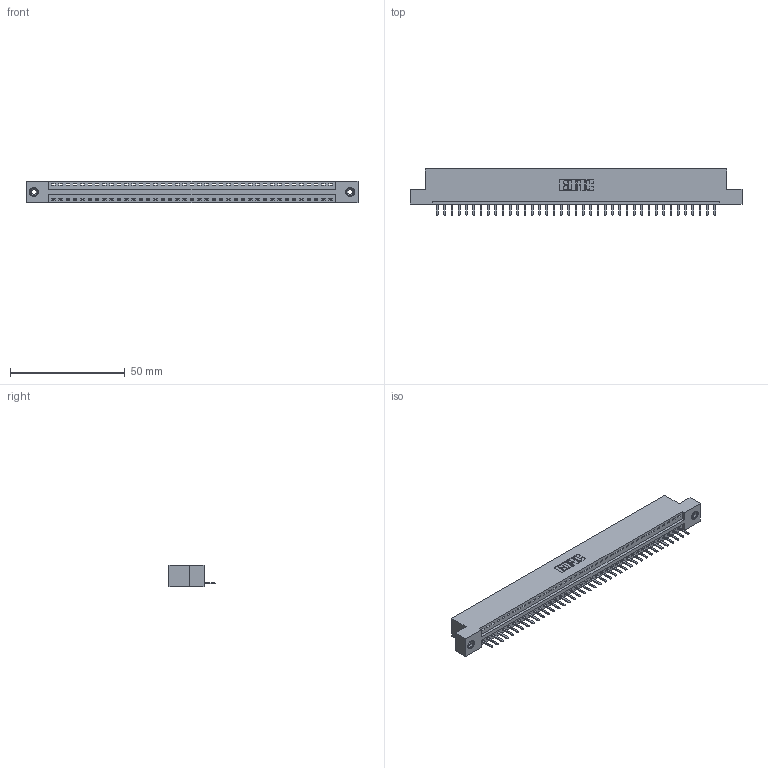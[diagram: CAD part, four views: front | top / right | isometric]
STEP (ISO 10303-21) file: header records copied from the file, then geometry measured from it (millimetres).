
FILE_DESCRIPTION (( 'STEP AP203' ), '1' );
FILE_NAME ('396-039-520-108.STEP', '2019-10-27T18:52:48', ( '' ), ( '' ), 'SwSTEP 2.0', 'SolidWorks 2016', '' );
FILE_SCHEMA (( 'CONFIG_CONTROL_DESIGN' ));
Length unit declared in the file: inch
Products named in the file (4): 396-039-520-108; 346 Part_Flush Mounting Lugs - 0.156 Dia-TI; 345-292-001_345-293-120; 345-250-001_345-250-003-102
Assembly tree (42 placements, depth 2):
  396-039-520-108
    346 Part_Flush Mounting Lugs - 0.156 Dia-TI
    345-292-001_345-293-120  x39
    345-250-001_345-250-003-102  x2
Bounding box: 144.4 x 20.02 x 9.4 mm (x, y, z)
Volume: 13682.8 mm3; surface area: 16716.7 mm2
Topology: 42 solids, 42 shells, 2600 faces, 7641 edges, 4982 vertices
Faces by surface type: plane 1746, cylinder 838, cone 12, torus 4
Entity records: 25908 total; most frequent: CARTESIAN_POINT 4436, ORIENTED_EDGE 4390, DIRECTION 3931, EDGE_CURVE 2195, LINE 1883, VECTOR 1883, VERTEX_POINT 1456, AXIS2_PLACEMENT_3D 1024
